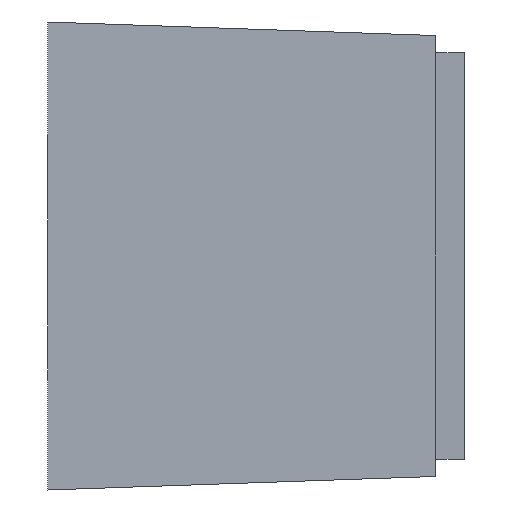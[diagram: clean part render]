
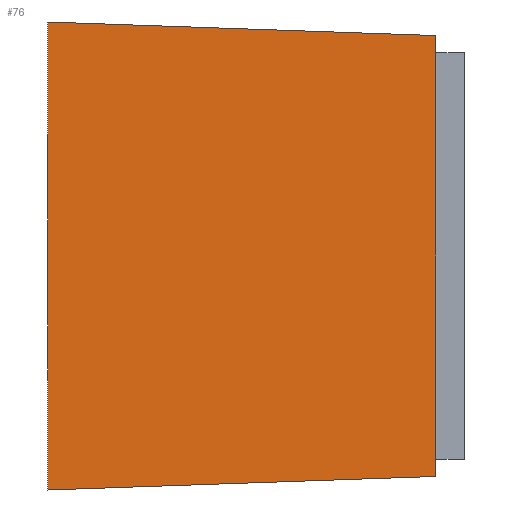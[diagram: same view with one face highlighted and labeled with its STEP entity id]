
A CAD part, front view. The second image highlights one B-rep face of the part: STEP entity #76.
In plain terms, the highlighted planar face has unit normal (0.035, -0.999, 0).
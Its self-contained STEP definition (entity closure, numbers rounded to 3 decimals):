
#57=FACE_OUTER_BOUND('',#207,.T.);
#76=ADVANCED_FACE('',(#57),#97,.T.);
#97=PLANE('',#419);
#116=LINE('',#596,#140);
#120=LINE('',#605,#144);
#123=LINE('',#615,#147);
#126=LINE('',#621,#150);
#140=VECTOR('',#488,1.);
#144=VECTOR('',#494,1.);
#147=VECTOR('',#503,1.);
#150=VECTOR('',#508,1.);
#207=EDGE_LOOP('',(#278,#279,#280,#281));
#278=ORIENTED_EDGE('',*,*,#370,.F.);
#279=ORIENTED_EDGE('',*,*,#358,.T.);
#280=ORIENTED_EDGE('',*,*,#362,.T.);
#281=ORIENTED_EDGE('',*,*,#367,.F.);
#322=VERTEX_POINT('',#597);
#323=VERTEX_POINT('',#598);
#326=VERTEX_POINT('',#606);
#330=VERTEX_POINT('',#616);
#358=EDGE_CURVE('',#322,#323,#116,.T.);
#362=EDGE_CURVE('',#323,#326,#120,.T.);
#367=EDGE_CURVE('',#330,#326,#123,.T.);
#370=EDGE_CURVE('',#322,#330,#126,.T.);
#419=AXIS2_PLACEMENT_3D('',#622,#509,#510);
#488=DIRECTION('',(0.,0.,1.));
#494=DIRECTION('',(-0.999,-0.035,0.035));
#503=DIRECTION('',(0.,0.,1.));
#508=DIRECTION('',(-0.999,-0.035,-0.035));
#509=DIRECTION('',(0.035,-0.999,0.));
#510=DIRECTION('',(0.999,0.035,0.));
#596=CARTESIAN_POINT('',(16.5,-20.524,-9.95));
#597=CARTESIAN_POINT('',(16.5,-20.524,-9.374));
#598=CARTESIAN_POINT('',(16.5,-20.524,9.374));
#605=CARTESIAN_POINT('',(0.693,-21.076,9.926));
#606=CARTESIAN_POINT('',(0.,-21.1,9.95));
#615=CARTESIAN_POINT('',(0.,-21.1,-9.95));
#616=CARTESIAN_POINT('',(0.,-21.1,-9.95));
#621=CARTESIAN_POINT('',(1.47,-21.049,-9.899));
#622=CARTESIAN_POINT('',(0.,-21.1,-9.95));
